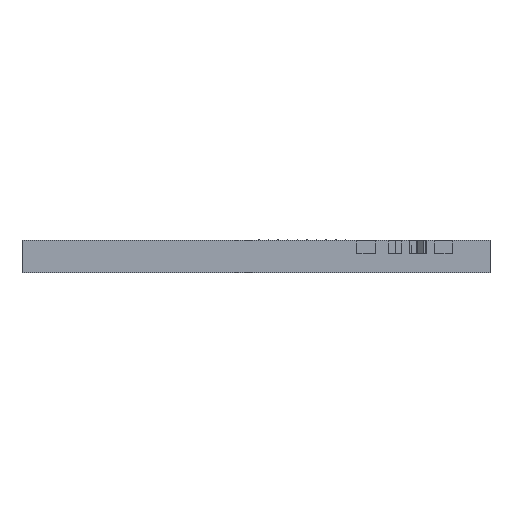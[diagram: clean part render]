
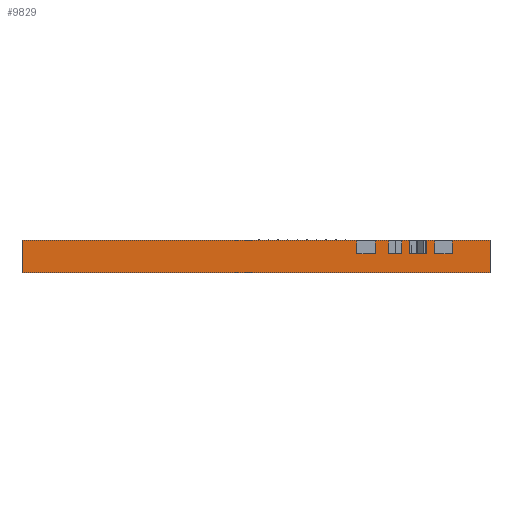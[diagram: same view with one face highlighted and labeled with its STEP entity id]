
A CAD part, front view. The second image highlights one B-rep face of the part: STEP entity #9829.
In plain terms, the highlighted planar face has unit normal (0, -1, 0).
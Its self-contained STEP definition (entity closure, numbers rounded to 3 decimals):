
#65=FACE_BOUND('',#1102,.T.);
#66=FACE_BOUND('',#1103,.T.);
#67=FACE_BOUND('',#1104,.T.);
#68=FACE_BOUND('',#1105,.T.);
#588=FACE_OUTER_BOUND('',#1101,.T.);
#1101=EDGE_LOOP('',(#8766,#8767,#8768,#8769));
#1102=EDGE_LOOP('',(#8770,#8771,#8772,#8773));
#1103=EDGE_LOOP('',(#8774,#8775,#8776,#8777));
#1104=EDGE_LOOP('',(#8778,#8779,#8780,#8781));
#1105=EDGE_LOOP('',(#8782,#8783,#8784,#8785));
#1459=LINE('',#13425,#2825);
#1463=LINE('',#13433,#2829);
#1466=LINE('',#13439,#2832);
#1469=LINE('',#13444,#2835);
#1471=LINE('',#13449,#2837);
#1475=LINE('',#13458,#2841);
#1479=LINE('',#13465,#2845);
#1481=LINE('',#13470,#2847);
#1485=LINE('',#13478,#2851);
#1488=LINE('',#13484,#2854);
#1491=LINE('',#13489,#2857);
#1493=LINE('',#13494,#2859);
#1497=LINE('',#13502,#2863);
#1500=LINE('',#13508,#2866);
#1503=LINE('',#13513,#2869);
#1539=LINE('',#13597,#2905);
#1561=LINE('',#13644,#2927);
#2462=LINE('',#15422,#3828);
#2473=LINE('',#15443,#3839);
#2474=LINE('',#15445,#3840);
#2825=VECTOR('',#10999,10.);
#2829=VECTOR('',#11005,10.);
#2832=VECTOR('',#11010,10.);
#2835=VECTOR('',#11015,10.);
#2837=VECTOR('',#11019,10.);
#2841=VECTOR('',#11025,10.);
#2845=VECTOR('',#11031,10.);
#2847=VECTOR('',#11035,10.);
#2851=VECTOR('',#11041,10.);
#2854=VECTOR('',#11046,10.);
#2857=VECTOR('',#11051,10.);
#2859=VECTOR('',#11055,10.);
#2863=VECTOR('',#11061,10.);
#2866=VECTOR('',#11066,10.);
#2869=VECTOR('',#11071,10.);
#2905=VECTOR('',#11143,10.);
#2927=VECTOR('',#11169,10.);
#3828=VECTOR('',#12634,10.);
#3839=VECTOR('',#12655,10.);
#3840=VECTOR('',#12658,10.);
#4085=VERTEX_POINT('',#13423);
#4086=VERTEX_POINT('',#13424);
#4089=VERTEX_POINT('',#13432);
#4091=VERTEX_POINT('',#13438);
#4093=VERTEX_POINT('',#13447);
#4094=VERTEX_POINT('',#13448);
#4097=VERTEX_POINT('',#13456);
#4098=VERTEX_POINT('',#13457);
#4101=VERTEX_POINT('',#13468);
#4102=VERTEX_POINT('',#13469);
#4105=VERTEX_POINT('',#13477);
#4107=VERTEX_POINT('',#13483);
#4109=VERTEX_POINT('',#13492);
#4110=VERTEX_POINT('',#13493);
#4113=VERTEX_POINT('',#13501);
#4115=VERTEX_POINT('',#13507);
#4168=VERTEX_POINT('',#13641);
#4169=VERTEX_POINT('',#13643);
#4763=VERTEX_POINT('',#15419);
#4764=VERTEX_POINT('',#15421);
#5105=EDGE_CURVE('',#4085,#4086,#1459,.T.);
#5109=EDGE_CURVE('',#4086,#4089,#1463,.T.);
#5112=EDGE_CURVE('',#4089,#4091,#1466,.T.);
#5115=EDGE_CURVE('',#4091,#4085,#1469,.T.);
#5117=EDGE_CURVE('',#4093,#4094,#1471,.T.);
#5121=EDGE_CURVE('',#4097,#4098,#1475,.T.);
#5125=EDGE_CURVE('',#4098,#4093,#1479,.T.);
#5127=EDGE_CURVE('',#4101,#4102,#1481,.T.);
#5131=EDGE_CURVE('',#4102,#4105,#1485,.T.);
#5134=EDGE_CURVE('',#4105,#4107,#1488,.T.);
#5137=EDGE_CURVE('',#4107,#4101,#1491,.T.);
#5139=EDGE_CURVE('',#4109,#4110,#1493,.T.);
#5143=EDGE_CURVE('',#4110,#4113,#1497,.T.);
#5146=EDGE_CURVE('',#4113,#4115,#1500,.T.);
#5149=EDGE_CURVE('',#4115,#4109,#1503,.T.);
#5191=EDGE_CURVE('',#4094,#4097,#1539,.T.);
#5213=EDGE_CURVE('',#4168,#4169,#1561,.T.);
#6114=EDGE_CURVE('',#4763,#4764,#2462,.T.);
#6125=EDGE_CURVE('',#4169,#4763,#2473,.T.);
#6126=EDGE_CURVE('',#4168,#4764,#2474,.T.);
#8766=ORIENTED_EDGE('',*,*,#6125,.F.);
#8767=ORIENTED_EDGE('',*,*,#5213,.F.);
#8768=ORIENTED_EDGE('',*,*,#6126,.T.);
#8769=ORIENTED_EDGE('',*,*,#6114,.F.);
#8770=ORIENTED_EDGE('',*,*,#5112,.T.);
#8771=ORIENTED_EDGE('',*,*,#5115,.T.);
#8772=ORIENTED_EDGE('',*,*,#5105,.T.);
#8773=ORIENTED_EDGE('',*,*,#5109,.T.);
#8774=ORIENTED_EDGE('',*,*,#5121,.T.);
#8775=ORIENTED_EDGE('',*,*,#5125,.T.);
#8776=ORIENTED_EDGE('',*,*,#5117,.T.);
#8777=ORIENTED_EDGE('',*,*,#5191,.T.);
#8778=ORIENTED_EDGE('',*,*,#5134,.T.);
#8779=ORIENTED_EDGE('',*,*,#5137,.T.);
#8780=ORIENTED_EDGE('',*,*,#5127,.T.);
#8781=ORIENTED_EDGE('',*,*,#5131,.T.);
#8782=ORIENTED_EDGE('',*,*,#5146,.T.);
#8783=ORIENTED_EDGE('',*,*,#5149,.T.);
#8784=ORIENTED_EDGE('',*,*,#5139,.T.);
#8785=ORIENTED_EDGE('',*,*,#5143,.T.);
#9349=PLANE('',#10349);
#9829=ADVANCED_FACE('',(#588,#65,#66,#67,#68),#9349,.T.);
#10349=AXIS2_PLACEMENT_3D('',#15444,#12656,#12657);
#10999=DIRECTION('',(0.,0.,-1.));
#11005=DIRECTION('',(-1.,0.,0.));
#11010=DIRECTION('',(0.,0.,1.));
#11015=DIRECTION('',(1.,0.,0.));
#11019=DIRECTION('',(-1.,0.,0.));
#11025=DIRECTION('',(1.,0.,0.));
#11031=DIRECTION('',(0.,0.,-1.));
#11035=DIRECTION('',(0.,0.,-1.));
#11041=DIRECTION('',(-1.,0.,0.));
#11046=DIRECTION('',(0.,0.,1.));
#11051=DIRECTION('',(1.,0.,0.));
#11055=DIRECTION('',(0.,0.,-1.));
#11061=DIRECTION('',(-1.,0.,0.));
#11066=DIRECTION('',(0.,0.,1.));
#11071=DIRECTION('',(1.,0.,0.));
#11143=DIRECTION('',(0.,0.,1.));
#11169=DIRECTION('',(-1.,0.,0.));
#12634=DIRECTION('',(1.,0.,0.));
#12655=DIRECTION('',(0.,0.,1.));
#12656=DIRECTION('center_axis',(0.,-1.,0.));
#12657=DIRECTION('ref_axis',(-1.,0.,0.));
#12658=DIRECTION('',(0.,0.,1.));
#13423=CARTESIAN_POINT('',(-3540.,0.,2460.));
#13424=CARTESIAN_POINT('',(-3540.,0.,1280.));
#13425=CARTESIAN_POINT('',(-3540.,0.,640.));
#13432=CARTESIAN_POINT('',(-5140.,0.,1280.));
#13433=CARTESIAN_POINT('',(-2570.,0.,1280.));
#13438=CARTESIAN_POINT('',(-5140.,0.,2460.));
#13439=CARTESIAN_POINT('',(-5140.,0.,1230.));
#13444=CARTESIAN_POINT('',(-1770.,0.,2460.));
#13447=CARTESIAN_POINT('',(-8220.,0.,1280.));
#13448=CARTESIAN_POINT('',(-9440.,0.,1280.));
#13449=CARTESIAN_POINT('',(-4720.,0.,1280.));
#13456=CARTESIAN_POINT('',(-9440.,0.,2460.));
#13457=CARTESIAN_POINT('',(-8220.,0.,2460.));
#13458=CARTESIAN_POINT('',(-4110.,0.,2460.));
#13465=CARTESIAN_POINT('',(-8220.,0.,640.));
#13468=CARTESIAN_POINT('',(-5880.,0.,2460.));
#13469=CARTESIAN_POINT('',(-5880.,0.,1240.));
#13470=CARTESIAN_POINT('',(-5880.,0.,620.));
#13477=CARTESIAN_POINT('',(-7480.,0.,1240.));
#13478=CARTESIAN_POINT('',(-3740.,0.,1240.));
#13483=CARTESIAN_POINT('',(-7480.,0.,2460.));
#13484=CARTESIAN_POINT('',(-7480.,0.,1230.));
#13489=CARTESIAN_POINT('',(-2940.,0.,2460.));
#13492=CARTESIAN_POINT('',(-10698.275,0.,2460.));
#13493=CARTESIAN_POINT('',(-10698.275,0.,1280.));
#13494=CARTESIAN_POINT('',(-10698.275,0.,640.));
#13501=CARTESIAN_POINT('',(-12425.538,0.,1280.));
#13502=CARTESIAN_POINT('',(-6212.769,0.,1280.));
#13507=CARTESIAN_POINT('',(-12425.538,0.,2460.));
#13508=CARTESIAN_POINT('',(-12425.538,0.,1230.));
#13513=CARTESIAN_POINT('',(-5349.138,0.,2460.));
#13597=CARTESIAN_POINT('',(-9440.,0.,1230.));
#13641=CARTESIAN_POINT('',(0.,0.,-500.));
#13643=CARTESIAN_POINT('',(-43672.023,0.,-500.));
#13644=CARTESIAN_POINT('',(0.,0.,-500.));
#15419=CARTESIAN_POINT('',(-43672.023,0.,2500.));
#15421=CARTESIAN_POINT('',(0.,0.,2500.));
#15422=CARTESIAN_POINT('',(0.,0.,2500.));
#15443=CARTESIAN_POINT('',(-43672.023,0.,0.));
#15444=CARTESIAN_POINT('Origin',(0.,0.,0.));
#15445=CARTESIAN_POINT('',(0.,0.,0.));
